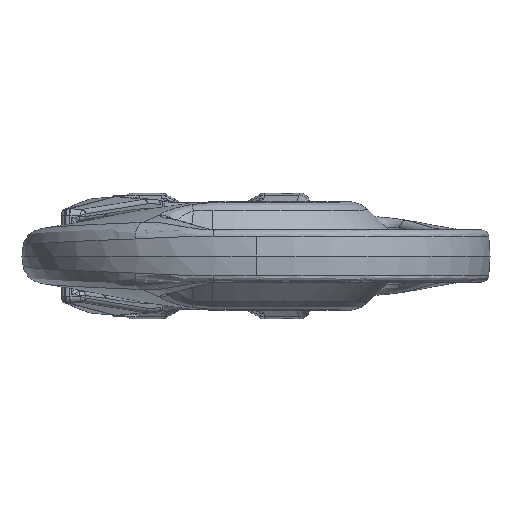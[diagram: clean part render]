
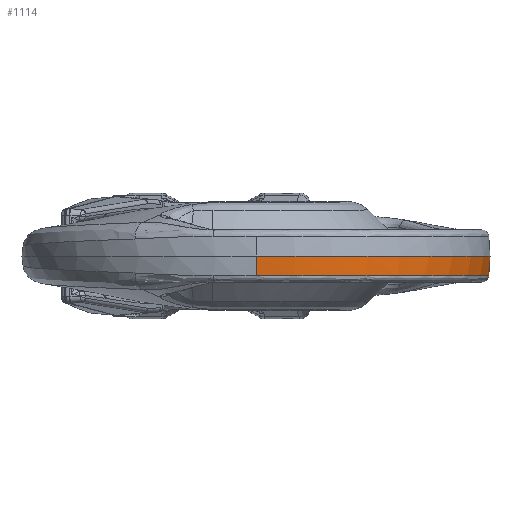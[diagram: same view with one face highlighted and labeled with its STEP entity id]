
A CAD part, front view. The second image highlights one B-rep face of the part: STEP entity #1114.
In plain terms, the highlighted conical face has half-angle 5 degrees and reference radius 54 mm.
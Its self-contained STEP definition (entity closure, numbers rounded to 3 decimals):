
#1114=ADVANCED_FACE('',(#3143),#3144,.T.);
#3143=FACE_OUTER_BOUND('',#6124,.T.);
#3144=CONICAL_SURFACE('',#6125,54.0,0.087);
#6124=EDGE_LOOP('',(#40567,#40568,#40569,#40570,#40571));
#6125=AXIS2_PLACEMENT_3D('',#40572,#40573,#40574);
#40567=ORIENTED_EDGE('',*,*,#47624,.F.);
#40568=ORIENTED_EDGE('',*,*,#47625,.T.);
#40569=ORIENTED_EDGE('',*,*,#47626,.T.);
#40570=ORIENTED_EDGE('',*,*,#47627,.F.);
#40571=ORIENTED_EDGE('',*,*,#47628,.F.);
#40572=CARTESIAN_POINT('',(10.0,-4.0,0.));
#40573=DIRECTION('',(-0.0,0.0,1.0));
#40574=DIRECTION('',(0.0,-1.0,0.0));
#47624=EDGE_CURVE('',#51091,#51092,#51093,.T.);
#47625=EDGE_CURVE('',#51091,#51094,#51095,.T.);
#47626=EDGE_CURVE('',#51094,#51096,#51097,.T.);
#47627=EDGE_CURVE('',#51098,#51096,#51099,.T.);
#47628=EDGE_CURVE('',#51092,#51098,#51100,.T.);
#51091=VERTEX_POINT('',#56352);
#51092=VERTEX_POINT('',#56353);
#51093=LINE('',#56354,#56355);
#51094=VERTEX_POINT('',#56356);
#51095=B_SPLINE_CURVE_WITH_KNOTS('',3,(#56357,#56358,#56359,#56360,#56361,#56362,#56363,#56364,#56365,#56366,#56367,#56368,#56369,#56370,#56371,#56372,#56373,#56374),.UNSPECIFIED.,.F.,.F.,(4,2,2,2,2,2,2,2,4),(-1.,-0.875,-0.75,-0.625,-0.5,-0.375,-0.25,-0.125,0.),.UNSPECIFIED.);
#51096=VERTEX_POINT('',#56375);
#51097=B_SPLINE_CURVE_WITH_KNOTS('',3,(#56376,#56377,#56378,#56379,#56380,#56381,#56382,#56383,#56384,#56385,#56386,#56387,#56388,#56389,#56390,#56391,#56392,#56393,#56394,#56395,#56396,#56397,#56398,#56399,#56400,#56401,#56402,#56403),.UNSPECIFIED.,.F.,.F.,(4,2,2,2,2,2,2,2,2,2,2,2,2,4),(-1.,-0.75,-0.625,-0.563,-0.5,-0.375,-0.313,-0.25,-0.188,-0.172,-0.156,-0.125,-0.063,0.),.UNSPECIFIED.);
#51098=VERTEX_POINT('',#56404);
#51099=LINE('',#56405,#56406);
#51100=CIRCLE('',#56407,54.0);
#56352=CARTESIAN_POINT('',(10.0,-57.606,-4.498));
#56353=CARTESIAN_POINT('',(10.,-58.0,0.));
#56354=CARTESIAN_POINT('',(10.0,-58.0,0.));
#56355=VECTOR('',#79890,1.0);
#56356=CARTESIAN_POINT('',(59.921,15.533,-4.498));
#56357=CARTESIAN_POINT('',(0.018,-56.669,-4.498));
#56358=CARTESIAN_POINT('',(4.695,-57.555,-4.498));
#56359=CARTESIAN_POINT('',(9.49,-57.815,-4.498));
#56360=CARTESIAN_POINT('',(18.98,-57.063,-4.498));
#56361=CARTESIAN_POINT('',(23.674,-56.051,-4.498));
#56362=CARTESIAN_POINT('',(32.632,-52.827,-4.498));
#56363=CARTESIAN_POINT('',(36.894,-50.616,-4.498));
#56364=CARTESIAN_POINT('',(44.687,-45.147,-4.498));
#56365=CARTESIAN_POINT('',(48.217,-41.892,-4.498));
#56366=CARTESIAN_POINT('',(54.295,-34.565,-4.498));
#56367=CARTESIAN_POINT('',(56.844,-30.495,-4.498));
#56368=CARTESIAN_POINT('',(60.779,-21.826,-4.498));
#56369=CARTESIAN_POINT('',(62.166,-17.229,-4.498));
#56370=CARTESIAN_POINT('',(63.681,-7.83,-4.498));
#56371=CARTESIAN_POINT('',(63.809,-3.03,-4.498));
#56372=CARTESIAN_POINT('',(62.796,6.436,-4.498));
#56373=CARTESIAN_POINT('',(61.656,11.1,-4.498));
#56374=CARTESIAN_POINT('',(59.921,15.533,-4.498));
#56375=CARTESIAN_POINT('',(49.418,32.386,-4.067));
#56376=CARTESIAN_POINT('',(59.921,15.533,-4.498));
#56377=CARTESIAN_POINT('',(59.472,16.681,-4.498));
#56378=CARTESIAN_POINT('',(58.976,17.834,-4.488));
#56379=CARTESIAN_POINT('',(58.154,19.573,-4.457));
#56380=CARTESIAN_POINT('',(57.862,20.163,-4.444));
#56381=CARTESIAN_POINT('',(57.396,21.062,-4.42));
#56382=CARTESIAN_POINT('',(57.236,21.364,-4.412));
#56383=CARTESIAN_POINT('',(56.906,21.973,-4.394));
#56384=CARTESIAN_POINT('',(56.736,22.278,-4.384));
#56385=CARTESIAN_POINT('',(56.205,23.214,-4.353));
#56386=CARTESIAN_POINT('',(55.818,23.867,-4.33));
#56387=CARTESIAN_POINT('',(55.181,24.886,-4.292));
#56388=CARTESIAN_POINT('',(54.96,25.232,-4.279));
#56389=CARTESIAN_POINT('',(54.496,25.937,-4.253));
#56390=CARTESIAN_POINT('',(54.236,26.324,-4.238));
#56391=CARTESIAN_POINT('',(53.653,27.162,-4.207));
#56392=CARTESIAN_POINT('',(53.33,27.613,-4.19));
#56393=CARTESIAN_POINT('',(52.884,28.213,-4.17));
#56394=CARTESIAN_POINT('',(52.793,28.335,-4.165));
#56395=CARTESIAN_POINT('',(52.606,28.583,-4.157));
#56396=CARTESIAN_POINT('',(52.51,28.709,-4.153));
#56397=CARTESIAN_POINT('',(52.22,29.084,-4.141));
#56398=CARTESIAN_POINT('',(52.025,29.333,-4.133));
#56399=CARTESIAN_POINT('',(51.434,30.072,-4.112));
#56400=CARTESIAN_POINT('',(51.033,30.555,-4.099));
#56401=CARTESIAN_POINT('',(50.222,31.499,-4.079));
#56402=CARTESIAN_POINT('',(49.806,31.965,-4.071));
#56403=CARTESIAN_POINT('',(49.418,32.386,-4.067));
#56404=CARTESIAN_POINT('',(49.679,32.628,0.));
#56405=CARTESIAN_POINT('',(49.679,32.628,0.));
#56406=VECTOR('',#79891,4.082);
#56407=AXIS2_PLACEMENT_3D('',#79892,#79893,#79894);
#79890=DIRECTION('',(0.,-0.087,0.996));
#79891=DIRECTION('',(-0.064,-0.059,-0.996));
#79892=CARTESIAN_POINT('',(10.0,-4.0,0.));
#79893=DIRECTION('',(0.0,-0.0,1.0));
#79894=DIRECTION('',(0.0,1.0,0.0));
